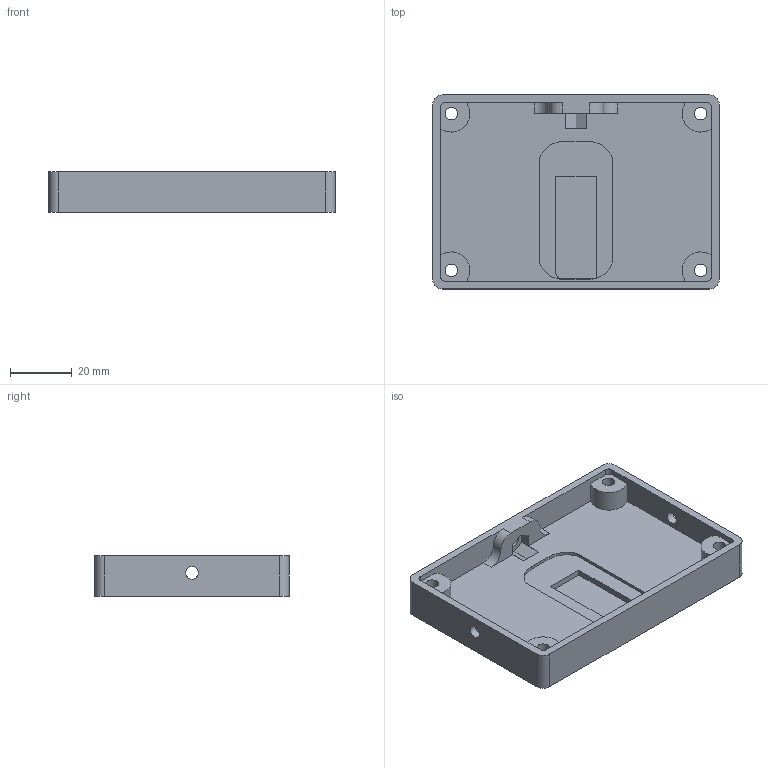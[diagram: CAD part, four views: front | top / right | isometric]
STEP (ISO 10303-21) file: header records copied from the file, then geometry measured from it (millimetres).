
FILE_DESCRIPTION(('FreeCAD Model'),'2;1');
FILE_NAME('Open CASCADE Shape Model','2023-08-15T19:32:52',(''),(''), 'Open CASCADE STEP processor 7.6','FreeCAD','Unknown');
FILE_SCHEMA(('AUTOMOTIVE_DESIGN { 1 0 10303 214 1 1 1 1 }'));
Length unit declared in the file: millimetre
Products named in the file (1): bulk
Bounding box: 93 x 63 x 13 mm (x, y, z)
Volume: 29453.9 mm3; surface area: 19642.6 mm2
Topology: 1 solids, 1 shells, 200 faces, 547 edges, 365 vertices
Faces by surface type: plane 137, extrusion 34, cylinder 29
Full cylindrical faces by diameter (mm): 4 x1, 4.1 x6
Entity records: 6382 total; most frequent: CARTESIAN_POINT 1319, ORIENTED_EDGE 1094, DIRECTION 908, EDGE_CURVE 547, VECTOR 450, LINE 416, VERTEX_POINT 366, FACE_BOUND 231
